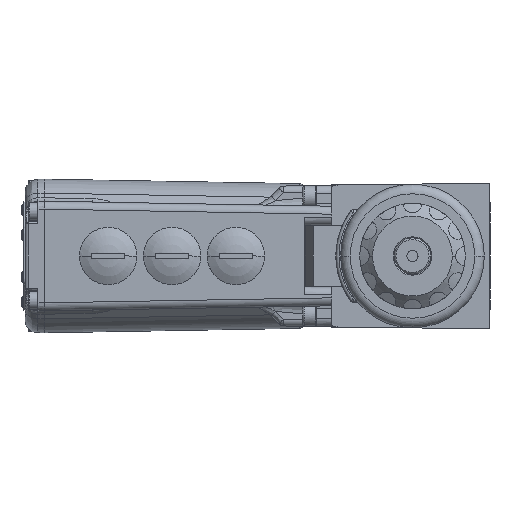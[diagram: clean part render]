
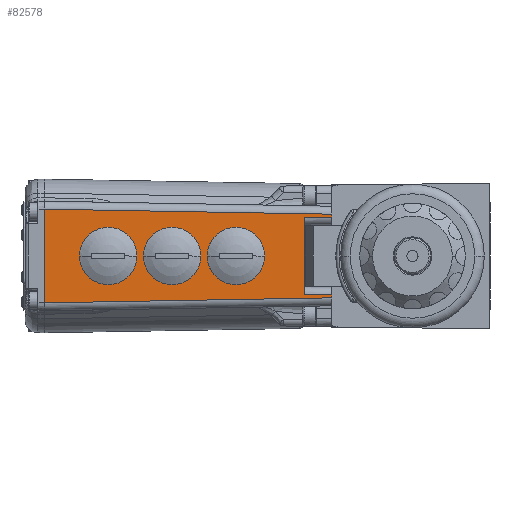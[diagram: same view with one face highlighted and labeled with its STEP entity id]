
A CAD part, left-side view. The second image highlights one B-rep face of the part: STEP entity #82578.
In plain terms, the highlighted planar face has unit normal (-1, -0.018, 0).
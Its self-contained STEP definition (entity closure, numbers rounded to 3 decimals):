
#2945=CARTESIAN_POINT('',(-40.,25.3,12.2));
#2962=DIRECTION('',(0.,0.,-1.));
#2963=VECTOR('',#2962,0.901);
#2964=CARTESIAN_POINT('',(-40.,25.3,13.1));
#2965=LINE('',#2964,#2963);
#2981=CARTESIAN_POINT('',(-40.,25.3,13.1));
#3332=CARTESIAN_POINT('',(-40.,25.3,-13.1));
#3349=DIRECTION('',(0.,0.,-1.));
#3350=VECTOR('',#3349,0.901);
#3351=CARTESIAN_POINT('',(-40.,25.3,-12.2));
#3352=LINE('',#3351,#3350);
#3368=CARTESIAN_POINT('',(-40.,25.3,-12.2));
#7631=CARTESIAN_POINT('',(-41.571,115.3,14.671));
#7714=DIRECTION('',(0.017,-1.,-0.017));
#7715=VECTOR('',#7714,90.027);
#7716=CARTESIAN_POINT('',(-41.571,115.3,14.671));
#7717=LINE('',#7716,#7715);
#7721=DIRECTION('',(0.017,-1.,0.009));
#7722=VECTOR('',#7721,8.602);
#7723=CARTESIAN_POINT('',(-40.15,33.9,12.125));
#7724=LINE('',#7723,#7722);
#7728=DIRECTION('',(-0.017,1.,0.009));
#7729=VECTOR('',#7728,8.602);
#7730=CARTESIAN_POINT('',(-40.,25.3,-12.2));
#7731=LINE('',#7730,#7729);
#7735=DIRECTION('',(0.017,-1.,0.017));
#7736=VECTOR('',#7735,90.027);
#7737=CARTESIAN_POINT('',(-41.571,115.3,-14.671));
#7738=LINE('',#7737,#7736);
#7742=DIRECTION('',(0.,0.,-1.));
#7743=VECTOR('',#7742,29.343);
#7744=CARTESIAN_POINT('',(-41.571,115.3,14.671));
#7745=LINE('',#7744,#7743);
#7749=CARTESIAN_POINT('',(-41.222,95.3,0.));
#7750=DIRECTION('',(1.,0.017,0.));
#7751=DIRECTION('',(0.017,-1.,0.));
#7752=AXIS2_PLACEMENT_3D('',#7749,#7750,#7751);
#7757=CARTESIAN_POINT('',(-41.222,95.3,0.));
#7758=DIRECTION('',(1.,0.017,0.));
#7759=DIRECTION('',(-0.017,1.,0.));
#7760=AXIS2_PLACEMENT_3D('',#7757,#7758,#7759);
#7765=CARTESIAN_POINT('',(-40.873,75.3,0.));
#7766=DIRECTION('',(1.,0.017,0.));
#7767=DIRECTION('',(0.017,-1.,0.));
#7768=AXIS2_PLACEMENT_3D('',#7765,#7766,#7767);
#7773=CARTESIAN_POINT('',(-40.873,75.3,0.));
#7774=DIRECTION('',(1.,0.017,0.));
#7775=DIRECTION('',(-0.017,1.,0.));
#7776=AXIS2_PLACEMENT_3D('',#7773,#7774,#7775);
#7781=CARTESIAN_POINT('',(-40.524,55.3,0.));
#7782=DIRECTION('',(1.,0.017,0.));
#7783=DIRECTION('',(0.017,-1.,0.));
#7784=AXIS2_PLACEMENT_3D('',#7781,#7782,#7783);
#7789=CARTESIAN_POINT('',(-40.524,55.3,0.));
#7790=DIRECTION('',(1.,0.017,0.));
#7791=DIRECTION('',(-0.017,1.,0.));
#7792=AXIS2_PLACEMENT_3D('',#7789,#7790,#7791);
#7926=DIRECTION('',(0.,0.,1.));
#7927=VECTOR('',#7926,24.249);
#7928=CARTESIAN_POINT('',(-40.15,33.9,-12.125));
#7929=LINE('',#7928,#7927);
#24975=CARTESIAN_POINT('',(-41.571,115.3,-14.671));
#66559=VERTEX_POINT('',#2945);
#66563=CARTESIAN_POINT('',(-40.15,33.9,12.125));
#66564=VERTEX_POINT('',#66563);
#66569=VERTEX_POINT('',#3368);
#66570=CARTESIAN_POINT('',(-40.15,33.9,-12.125));
#66571=VERTEX_POINT('',#66570);
#66573=VERTEX_POINT('',#2981);
#66574=VERTEX_POINT('',#3332);
#68371=VERTEX_POINT('',#24975);
#68372=VERTEX_POINT('',#7631);
#69490=CARTESIAN_POINT('',(-41.065,86.301,0.));
#69491=CARTESIAN_POINT('',(-41.379,104.299,0.));
#69492=VERTEX_POINT('',#69490);
#69493=VERTEX_POINT('',#69491);
#69514=CARTESIAN_POINT('',(-40.716,66.301,0.));
#69515=CARTESIAN_POINT('',(-41.03,84.299,0.));
#69516=VERTEX_POINT('',#69514);
#69517=VERTEX_POINT('',#69515);
#69538=CARTESIAN_POINT('',(-40.367,46.301,0.));
#69539=CARTESIAN_POINT('',(-40.681,64.299,0.));
#69540=VERTEX_POINT('',#69538);
#69541=VERTEX_POINT('',#69539);
#82541=CARTESIAN_POINT('',(-40.,25.3,-16.72));
#82542=DIRECTION('',(-1.,-0.017,0.));
#82543=DIRECTION('',(0.,0.,1.));
#82544=AXIS2_PLACEMENT_3D('',#82541,#82542,#82543);
#82545=PLANE('',#82544);
#82546=ORIENTED_EDGE('',*,*,#82446,.T.);
#82547=ORIENTED_EDGE('',*,*,#75713,.T.);
#82549=ORIENTED_EDGE('',*,*,#82548,.F.);
#82551=ORIENTED_EDGE('',*,*,#82550,.F.);
#82553=ORIENTED_EDGE('',*,*,#82552,.F.);
#82554=ORIENTED_EDGE('',*,*,#76167,.T.);
#82556=ORIENTED_EDGE('',*,*,#82555,.F.);
#82557=ORIENTED_EDGE('',*,*,#82516,.F.);
#82558=EDGE_LOOP('',(#82546,#82547,#82549,#82551,#82553,#82554,#82556,#82557));
#82559=FACE_OUTER_BOUND('',#82558,.F.);
#82561=ORIENTED_EDGE('',*,*,#82560,.F.);
#82563=ORIENTED_EDGE('',*,*,#82562,.F.);
#82564=EDGE_LOOP('',(#82561,#82563));
#82565=FACE_BOUND('',#82564,.F.);
#82567=ORIENTED_EDGE('',*,*,#82566,.F.);
#82569=ORIENTED_EDGE('',*,*,#82568,.F.);
#82570=EDGE_LOOP('',(#82567,#82569));
#82571=FACE_BOUND('',#82570,.F.);
#82573=ORIENTED_EDGE('',*,*,#82572,.F.);
#82575=ORIENTED_EDGE('',*,*,#82574,.F.);
#82576=EDGE_LOOP('',(#82573,#82575));
#82577=FACE_BOUND('',#82576,.F.);
#7753=CIRCLE('',#7752,9.);
#7761=CIRCLE('',#7760,9.);
#7769=CIRCLE('',#7768,9.);
#7777=CIRCLE('',#7776,9.);
#7785=CIRCLE('',#7784,9.);
#7793=CIRCLE('',#7792,9.);
#75713=EDGE_CURVE('',#66573,#66559,#2965,.T.);
#76167=EDGE_CURVE('',#66569,#66574,#3352,.T.);
#82446=EDGE_CURVE('',#68372,#66573,#7717,.T.);
#82516=EDGE_CURVE('',#68372,#68371,#7745,.T.);
#82548=EDGE_CURVE('',#66564,#66559,#7724,.T.);
#82550=EDGE_CURVE('',#66571,#66564,#7929,.T.);
#82552=EDGE_CURVE('',#66569,#66571,#7731,.T.);
#82555=EDGE_CURVE('',#68371,#66574,#7738,.T.);
#82560=EDGE_CURVE('',#69492,#69493,#7753,.T.);
#82562=EDGE_CURVE('',#69493,#69492,#7761,.T.);
#82566=EDGE_CURVE('',#69516,#69517,#7769,.T.);
#82568=EDGE_CURVE('',#69517,#69516,#7777,.T.);
#82572=EDGE_CURVE('',#69540,#69541,#7785,.T.);
#82574=EDGE_CURVE('',#69541,#69540,#7793,.T.);
#82578=ADVANCED_FACE('',(#82559,#82565,#82571,#82577),#82545,.T.);
